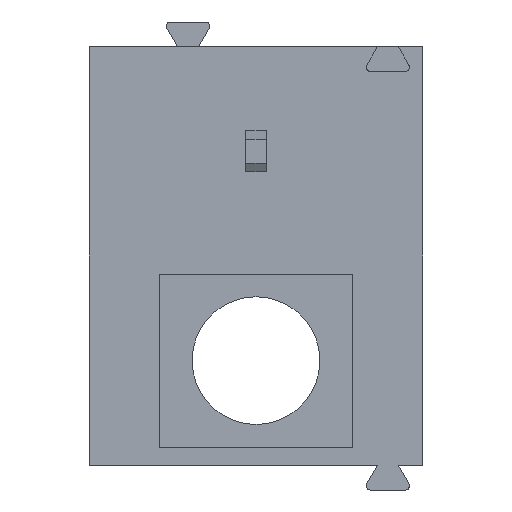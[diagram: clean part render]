
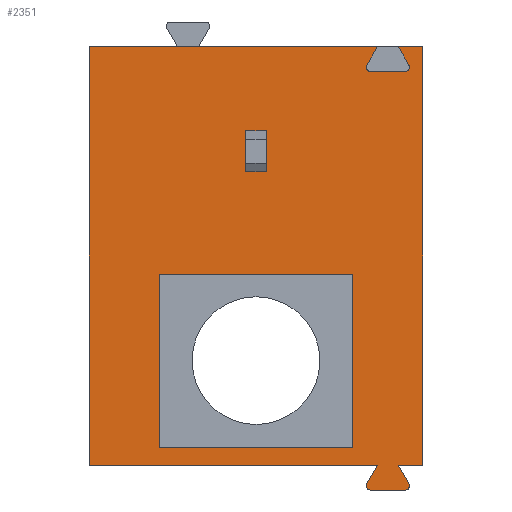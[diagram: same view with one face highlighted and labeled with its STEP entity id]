
A CAD part, front view. The second image highlights one B-rep face of the part: STEP entity #2351.
In plain terms, the highlighted planar face has unit normal (0, -1, 0).
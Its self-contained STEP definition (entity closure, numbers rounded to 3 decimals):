
#47=PLANE('',#2473);
#121=CIRCLE('',#2474,0.1);
#122=CIRCLE('',#2475,0.1);
#123=CIRCLE('',#2476,0.1);
#124=CIRCLE('',#2477,0.1);
#299=ORIENTED_EDGE('',*,*,#653,.T.);
#300=ORIENTED_EDGE('',*,*,#740,.F.);
#301=ORIENTED_EDGE('',*,*,#741,.F.);
#302=ORIENTED_EDGE('',*,*,#742,.F.);
#303=ORIENTED_EDGE('',*,*,#743,.F.);
#304=ORIENTED_EDGE('',*,*,#744,.F.);
#305=ORIENTED_EDGE('',*,*,#745,.F.);
#306=ORIENTED_EDGE('',*,*,#746,.F.);
#307=ORIENTED_EDGE('',*,*,#747,.T.);
#308=ORIENTED_EDGE('',*,*,#672,.T.);
#309=ORIENTED_EDGE('',*,*,#748,.T.);
#310=ORIENTED_EDGE('',*,*,#749,.F.);
#311=ORIENTED_EDGE('',*,*,#649,.T.);
#312=ORIENTED_EDGE('',*,*,#750,.F.);
#313=ORIENTED_EDGE('',*,*,#733,.T.);
#314=ORIENTED_EDGE('',*,*,#668,.T.);
#315=ORIENTED_EDGE('',*,*,#696,.T.);
#316=ORIENTED_EDGE('',*,*,#751,.T.);
#317=ORIENTED_EDGE('',*,*,#727,.T.);
#318=ORIENTED_EDGE('',*,*,#688,.T.);
#319=ORIENTED_EDGE('',*,*,#725,.T.);
#320=ORIENTED_EDGE('',*,*,#752,.F.);
#321=ORIENTED_EDGE('',*,*,#753,.T.);
#322=ORIENTED_EDGE('',*,*,#739,.F.);
#649=EDGE_CURVE('',#893,#891,#1041,.T.);
#653=EDGE_CURVE('',#896,#895,#1045,.T.);
#668=EDGE_CURVE('',#909,#896,#1060,.T.);
#672=EDGE_CURVE('',#913,#912,#1064,.T.);
#688=EDGE_CURVE('',#921,#922,#1077,.T.);
#696=EDGE_CURVE('',#922,#929,#1085,.T.);
#725=EDGE_CURVE('',#944,#947,#1108,.T.);
#727=EDGE_CURVE('',#948,#921,#1110,.T.);
#733=EDGE_CURVE('',#952,#909,#1115,.T.);
#739=EDGE_CURVE('',#944,#954,#1121,.T.);
#740=EDGE_CURVE('',#957,#895,#1122,.T.);
#741=EDGE_CURVE('',#958,#957,#1123,.T.);
#742=EDGE_CURVE('',#959,#958,#121,.T.);
#743=EDGE_CURVE('',#960,#959,#1124,.T.);
#744=EDGE_CURVE('',#961,#960,#122,.T.);
#745=EDGE_CURVE('',#962,#961,#1125,.T.);
#746=EDGE_CURVE('',#963,#962,#1126,.T.);
#747=EDGE_CURVE('',#963,#913,#1127,.T.);
#748=EDGE_CURVE('',#912,#964,#1128,.T.);
#749=EDGE_CURVE('',#893,#964,#123,.T.);
#750=EDGE_CURVE('',#952,#891,#124,.T.);
#751=EDGE_CURVE('',#929,#948,#1129,.T.);
#752=EDGE_CURVE('',#965,#947,#1130,.T.);
#753=EDGE_CURVE('',#965,#954,#1131,.T.);
#891=VERTEX_POINT('',#3081);
#893=VERTEX_POINT('',#3084);
#895=VERTEX_POINT('',#3090);
#896=VERTEX_POINT('',#3092);
#909=VERTEX_POINT('',#3122);
#912=VERTEX_POINT('',#3128);
#913=VERTEX_POINT('',#3130);
#921=VERTEX_POINT('',#3157);
#922=VERTEX_POINT('',#3158);
#929=VERTEX_POINT('',#3174);
#944=VERTEX_POINT('',#3226);
#947=VERTEX_POINT('',#3231);
#948=VERTEX_POINT('',#3235);
#952=VERTEX_POINT('',#3251);
#954=VERTEX_POINT('',#3256);
#957=VERTEX_POINT('',#3265);
#958=VERTEX_POINT('',#3267);
#959=VERTEX_POINT('',#3269);
#960=VERTEX_POINT('',#3271);
#961=VERTEX_POINT('',#3273);
#962=VERTEX_POINT('',#3275);
#963=VERTEX_POINT('',#3277);
#964=VERTEX_POINT('',#3280);
#965=VERTEX_POINT('',#3285);
#1041=LINE('',#3083,#1245);
#1045=LINE('',#3091,#1249);
#1060=LINE('',#3121,#1264);
#1064=LINE('',#3129,#1268);
#1077=LINE('',#3156,#1281);
#1085=LINE('',#3173,#1289);
#1108=LINE('',#3232,#1312);
#1110=LINE('',#3236,#1314);
#1115=LINE('',#3250,#1319);
#1121=LINE('',#3262,#1325);
#1122=LINE('',#3264,#1326);
#1123=LINE('',#3266,#1327);
#1124=LINE('',#3270,#1328);
#1125=LINE('',#3274,#1329);
#1126=LINE('',#3276,#1330);
#1127=LINE('',#3278,#1331);
#1128=LINE('',#3279,#1332);
#1129=LINE('',#3283,#1333);
#1130=LINE('',#3284,#1334);
#1131=LINE('',#3286,#1335);
#1245=VECTOR('',#2605,1000.);
#1249=VECTOR('',#2611,1000.);
#1264=VECTOR('',#2630,1000.);
#1268=VECTOR('',#2634,1000.);
#1281=VECTOR('',#2659,1000.);
#1289=VECTOR('',#2669,1000.);
#1312=VECTOR('',#2726,1000.);
#1314=VECTOR('',#2730,1000.);
#1319=VECTOR('',#2747,1000.);
#1325=VECTOR('',#2755,1000.);
#1326=VECTOR('',#2758,1000.);
#1327=VECTOR('',#2759,1000.);
#1328=VECTOR('',#2762,1000.);
#1329=VECTOR('',#2765,1000.);
#1330=VECTOR('',#2766,1000.);
#1331=VECTOR('',#2767,1000.);
#1332=VECTOR('',#2768,1000.);
#1333=VECTOR('',#2773,1000.);
#1334=VECTOR('',#2774,1000.);
#1335=VECTOR('',#2775,1000.);
#1475=EDGE_LOOP('',(#299,#300,#301,#302,#303,#304,#305,#306,#307,#308,#309,
#310,#311,#312,#313,#314));
#1476=EDGE_LOOP('',(#315,#316,#317,#318));
#1477=EDGE_LOOP('',(#319,#320,#321,#322));
#1581=FACE_BOUND('',#1475,.T.);
#1582=FACE_BOUND('',#1476,.T.);
#1583=FACE_BOUND('',#1477,.T.);
#2351=ADVANCED_FACE('F487',(#1581,#1582,#1583),#47,.T.);
#2473=AXIS2_PLACEMENT_3D('',#3263,#2756,#2757);
#2474=AXIS2_PLACEMENT_3D('',#3268,#2760,#2761);
#2475=AXIS2_PLACEMENT_3D('',#3272,#2763,#2764);
#2476=AXIS2_PLACEMENT_3D('',#3281,#2769,#2770);
#2477=AXIS2_PLACEMENT_3D('',#3282,#2771,#2772);
#2605=DIRECTION('',(1.,0.,0.));
#2611=DIRECTION('',(0.,0.,1.));
#2630=DIRECTION('',(1.,0.,0.));
#2634=DIRECTION('',(1.,0.,0.));
#2659=DIRECTION('',(0.,0.,-1.));
#2669=DIRECTION('',(-1.,0.,0.));
#2726=DIRECTION('',(1.,0.,0.));
#2730=DIRECTION('',(1.,0.,0.));
#2747=DIRECTION('',(-0.5,0.,0.866));
#2755=DIRECTION('',(0.,0.,-1.));
#2756=DIRECTION('',(0.,-1.,0.));
#2757=DIRECTION('',(1.,0.,0.));
#2758=DIRECTION('',(1.,0.,0.));
#2759=DIRECTION('',(-0.5,0.,0.866));
#2760=DIRECTION('',(0.,-1.,0.));
#2761=DIRECTION('',(1.,0.,0.));
#2762=DIRECTION('',(1.,0.,0.));
#2763=DIRECTION('',(0.,-1.,0.));
#2764=DIRECTION('',(1.,0.,0.));
#2765=DIRECTION('',(-0.5,0.,-0.866));
#2766=DIRECTION('',(1.,0.,0.));
#2767=DIRECTION('',(0.,0.,-1.));
#2768=DIRECTION('',(-0.5,0.,-0.866));
#2769=DIRECTION('',(0.,1.,0.));
#2770=DIRECTION('',(-1.,0.,0.));
#2771=DIRECTION('',(0.,1.,0.));
#2772=DIRECTION('',(-1.,0.,0.));
#2773=DIRECTION('',(0.,0.,1.));
#2774=DIRECTION('',(0.,0.,1.));
#2775=DIRECTION('',(-1.,0.,0.));
#3081=CARTESIAN_POINT('',(-0.423,0.,-10.76));
#3083=CARTESIAN_POINT('',(-16.414,0.,-10.76));
#3084=CARTESIAN_POINT('',(-1.277,0.,-10.76));
#3090=CARTESIAN_POINT('',(0.,0.,0.));
#3091=CARTESIAN_POINT('',(0.,0.,-0.12));
#3092=CARTESIAN_POINT('',(0.,0.,-10.16));
#3121=CARTESIAN_POINT('',(-16.414,0.,-10.16));
#3122=CARTESIAN_POINT('',(-0.596,0.,-10.16));
#3128=CARTESIAN_POINT('',(-1.104,0.,-10.16));
#3129=CARTESIAN_POINT('',(-16.414,0.,-10.16));
#3130=CARTESIAN_POINT('',(-8.1,0.,-10.16));
#3156=CARTESIAN_POINT('',(-1.7,0.,-5.12));
#3157=CARTESIAN_POINT('',(-1.7,0.,-5.52));
#3158=CARTESIAN_POINT('',(-1.7,0.,-9.72));
#3173=CARTESIAN_POINT('',(-0.15,0.,-9.72));
#3174=CARTESIAN_POINT('',(-6.4,0.,-9.72));
#3226=CARTESIAN_POINT('',(-4.3,0.,-2.04));
#3231=CARTESIAN_POINT('',(-3.8,0.,-2.04));
#3232=CARTESIAN_POINT('',(-16.414,0.,-2.04));
#3235=CARTESIAN_POINT('',(-6.4,0.,-5.52));
#3236=CARTESIAN_POINT('',(-0.15,0.,-5.52));
#3250=CARTESIAN_POINT('',(-6.347,0.,-0.2));
#3251=CARTESIAN_POINT('',(-0.337,0.,-10.61));
#3256=CARTESIAN_POINT('',(-4.3,0.,-3.04));
#3262=CARTESIAN_POINT('',(-4.3,0.,-0.2));
#3263=CARTESIAN_POINT('',(-0.15,0.,-0.12));
#3264=CARTESIAN_POINT('',(-16.414,0.,0.));
#3265=CARTESIAN_POINT('',(-0.596,0.,0.));
#3266=CARTESIAN_POINT('',(-0.55,0.,-0.08));
#3267=CARTESIAN_POINT('',(-0.337,0.,-0.45));
#3268=CARTESIAN_POINT('',(-0.423,0.,-0.5));
#3269=CARTESIAN_POINT('',(-0.423,0.,-0.6));
#3270=CARTESIAN_POINT('',(-16.414,0.,-0.6));
#3271=CARTESIAN_POINT('',(-1.277,0.,-0.6));
#3272=CARTESIAN_POINT('',(-1.277,0.,-0.5));
#3273=CARTESIAN_POINT('',(-1.363,0.,-0.45));
#3274=CARTESIAN_POINT('',(-1.15,0.,-0.08));
#3275=CARTESIAN_POINT('',(-1.104,0.,0.));
#3276=CARTESIAN_POINT('',(-16.414,0.,0.));
#3277=CARTESIAN_POINT('',(-8.1,0.,0.));
#3278=CARTESIAN_POINT('',(-8.1,0.,4.36));
#3279=CARTESIAN_POINT('',(4.647,0.,-0.2));
#3280=CARTESIAN_POINT('',(-1.363,0.,-10.61));
#3281=CARTESIAN_POINT('',(-1.277,0.,-10.66));
#3282=CARTESIAN_POINT('',(-0.423,0.,-10.66));
#3283=CARTESIAN_POINT('',(-6.4,0.,-9.72));
#3284=CARTESIAN_POINT('',(-3.8,0.,-0.2));
#3285=CARTESIAN_POINT('',(-3.8,0.,-3.04));
#3286=CARTESIAN_POINT('',(-16.414,0.,-3.04));
